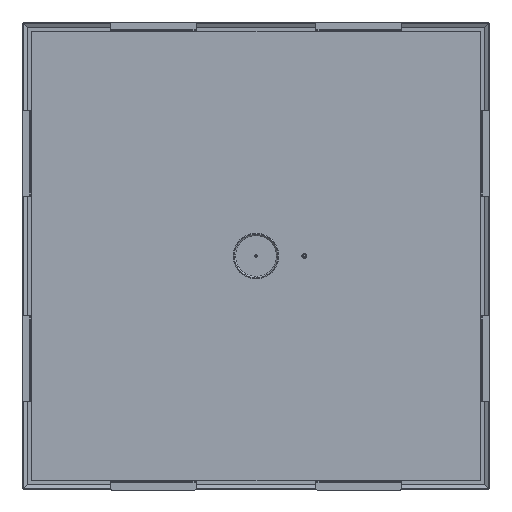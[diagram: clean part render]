
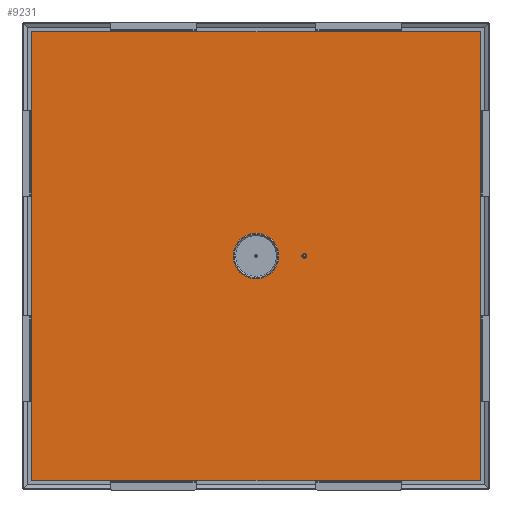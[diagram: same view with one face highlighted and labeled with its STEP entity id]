
A CAD part, front view. The second image highlights one B-rep face of the part: STEP entity #9231.
In plain terms, the highlighted planar face has unit normal (0, -1, 0).
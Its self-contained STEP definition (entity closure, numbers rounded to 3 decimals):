
#54 = ORIENTED_EDGE ( 'NONE', *, *, #2218, .F. ) ;
#117 = CARTESIAN_POINT ( 'NONE',  ( 0., -1.5, 39. ) ) ;
#590 = DIRECTION ( 'NONE',  ( 0., 1., 0. ) ) ;
#591 = VERTEX_POINT ( 'NONE', #10159 ) ;
#605 = DIRECTION ( 'NONE',  ( -1., 0., 0. ) ) ;
#674 = LINE ( 'NONE', #9051, #13204 ) ;
#1391 = VECTOR ( 'NONE', #5255, 1000. ) ;
#1577 = VERTEX_POINT ( 'NONE', #9554 ) ;
#1610 = VERTEX_POINT ( 'NONE', #4384 ) ;
#2218 = EDGE_CURVE ( 'NONE', #1577, #591, #12665, .T. ) ;
#2277 = VECTOR ( 'NONE', #4277, 1000. ) ;
#2556 = ORIENTED_EDGE ( 'NONE', *, *, #5717, .F. ) ;
#2774 = EDGE_LOOP ( 'NONE', ( #4176 ) ) ;
#2812 = AXIS2_PLACEMENT_3D ( 'NONE', #8097, #590, #12164 ) ;
#2824 = DIRECTION ( 'NONE',  ( 0., 0., 1. ) ) ;
#3383 = ORIENTED_EDGE ( 'NONE', *, *, #8521, .F. ) ;
#4176 = ORIENTED_EDGE ( 'NONE', *, *, #12960, .T. ) ;
#4277 = DIRECTION ( 'NONE',  ( 1., 0., 0. ) ) ;
#4384 = CARTESIAN_POINT ( 'NONE',  ( 394., -1.5, -394. ) ) ;
#4452 = DIRECTION ( 'NONE',  ( 0., 0., -1. ) ) ;
#4548 = VECTOR ( 'NONE', #4452, 1000. ) ;
#4773 = CIRCLE ( 'NONE', #2812, 39. ) ;
#4805 = PLANE ( 'NONE',  #7267 ) ;
#5255 = DIRECTION ( 'NONE',  ( 0., 0., 1. ) ) ;
#5466 = LINE ( 'NONE', #5663, #4548 ) ;
#5663 = CARTESIAN_POINT ( 'NONE',  ( 394., -1.5, -394. ) ) ;
#5717 = EDGE_CURVE ( 'NONE', #9981, #1610, #5466, .T. ) ;
#5748 = FACE_OUTER_BOUND ( 'NONE', #6981, .T. ) ;
#6981 = EDGE_LOOP ( 'NONE', ( #2556, #7424, #54, #3383 ) ) ;
#7267 = AXIS2_PLACEMENT_3D ( 'NONE', #8010, #12151, #2824 ) ;
#7424 = ORIENTED_EDGE ( 'NONE', *, *, #11769, .F. ) ;
#8010 = CARTESIAN_POINT ( 'NONE',  ( 0., -1.5, 0. ) ) ;
#8097 = CARTESIAN_POINT ( 'NONE',  ( 0., -1.5, 0. ) ) ;
#8465 = CARTESIAN_POINT ( 'NONE',  ( -394., -1.5, -394. ) ) ;
#8521 = EDGE_CURVE ( 'NONE', #1610, #1577, #674, .T. ) ;
#9051 = CARTESIAN_POINT ( 'NONE',  ( -394., -1.5, -394. ) ) ;
#9231 = ADVANCED_FACE ( 'NONE', ( #9970, #5748 ), #4805, .F. ) ;
#9379 = CARTESIAN_POINT ( 'NONE',  ( -394., -1.5, 394. ) ) ;
#9554 = CARTESIAN_POINT ( 'NONE',  ( -394., -1.5, -394. ) ) ;
#9970 = FACE_BOUND ( 'NONE', #2774, .T. ) ;
#9981 = VERTEX_POINT ( 'NONE', #12334 ) ;
#10159 = CARTESIAN_POINT ( 'NONE',  ( -394., -1.5, 394. ) ) ;
#11474 = LINE ( 'NONE', #9379, #2277 ) ;
#11769 = EDGE_CURVE ( 'NONE', #591, #9981, #11474, .T. ) ;
#12151 = DIRECTION ( 'NONE',  ( 0., 1., 0. ) ) ;
#12164 = DIRECTION ( 'NONE',  ( 0., 0., 1. ) ) ;
#12334 = CARTESIAN_POINT ( 'NONE',  ( 394., -1.5, 394. ) ) ;
#12507 = VERTEX_POINT ( 'NONE', #117 ) ;
#12665 = LINE ( 'NONE', #8465, #1391 ) ;
#12960 = EDGE_CURVE ( 'NONE', #12507, #12507, #4773, .T. ) ;
#13204 = VECTOR ( 'NONE', #605, 1000. ) ;
